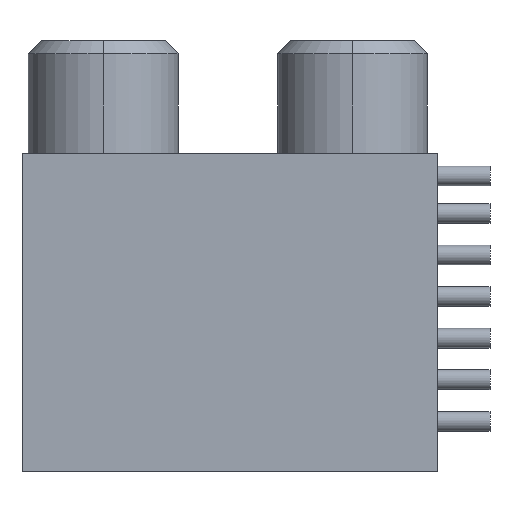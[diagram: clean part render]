
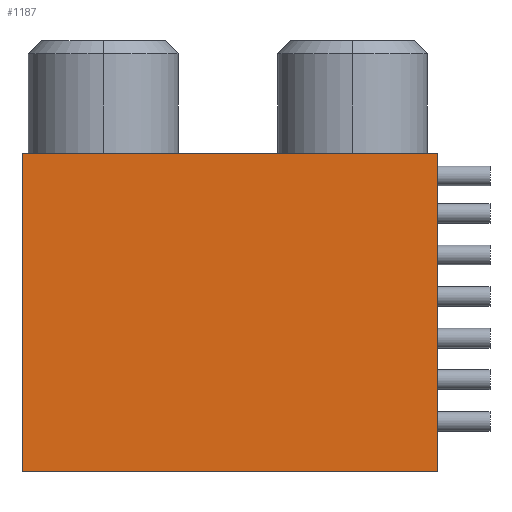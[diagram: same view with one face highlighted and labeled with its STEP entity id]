
A CAD part, left-side view. The second image highlights one B-rep face of the part: STEP entity #1187.
In plain terms, the highlighted planar face has unit normal (-1, 0, 0).
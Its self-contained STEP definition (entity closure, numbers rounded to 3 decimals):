
#224=DIRECTION('',(0.,-1.,0.));
#225=VECTOR('',#224,31.75);
#226=CARTESIAN_POINT('',(-7.2,31.75,-24.3));
#227=LINE('',#226,#225);
#244=DIRECTION('',(0.,-1.,0.));
#245=VECTOR('',#244,31.75);
#246=CARTESIAN_POINT('',(-7.2,31.75,0.));
#247=LINE('',#246,#245);
#282=DIRECTION('',(0.,0.,-1.));
#283=VECTOR('',#282,24.3);
#284=CARTESIAN_POINT('',(-7.2,0.,0.));
#285=LINE('',#284,#283);
#416=DIRECTION('',(0.,0.,-1.));
#417=VECTOR('',#416,24.3);
#418=CARTESIAN_POINT('',(-7.2,31.75,0.));
#419=LINE('',#418,#417);
#848=CARTESIAN_POINT('',(-7.2,31.75,0.));
#849=CARTESIAN_POINT('',(-7.2,0.,0.));
#850=VERTEX_POINT('',#848);
#851=VERTEX_POINT('',#849);
#856=CARTESIAN_POINT('',(-7.2,31.75,-24.3));
#857=CARTESIAN_POINT('',(-7.2,0.,-24.3));
#858=VERTEX_POINT('',#856);
#859=VERTEX_POINT('',#857);
#1175=CARTESIAN_POINT('',(-7.2,31.75,0.));
#1176=DIRECTION('',(-1.,0.,0.));
#1177=DIRECTION('',(0.,-1.,0.));
#1178=AXIS2_PLACEMENT_3D('',#1175,#1176,#1177);
#1179=PLANE('',#1178);
#1180=ORIENTED_EDGE('',*,*,#1059,.T.);
#1181=ORIENTED_EDGE('',*,*,#1092,.T.);
#1182=ORIENTED_EDGE('',*,*,#1029,.F.);
#1184=ORIENTED_EDGE('',*,*,#1183,.F.);
#1185=EDGE_LOOP('',(#1180,#1181,#1182,#1184));
#1186=FACE_OUTER_BOUND('',#1185,.F.);
#1187=ADVANCED_FACE('',(#1186),#1179,.T.);
#1029=EDGE_CURVE('',#858,#859,#227,.T.);
#1059=EDGE_CURVE('',#850,#851,#247,.T.);
#1092=EDGE_CURVE('',#851,#859,#285,.T.);
#1183=EDGE_CURVE('',#850,#858,#419,.T.);
